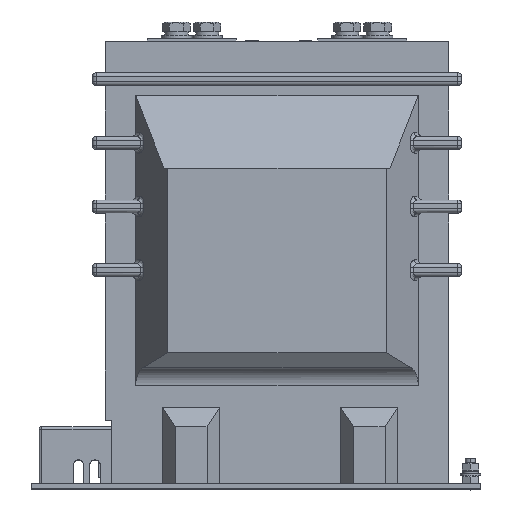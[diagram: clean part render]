
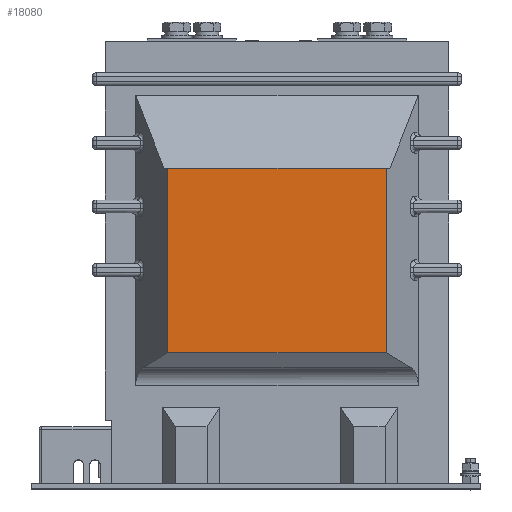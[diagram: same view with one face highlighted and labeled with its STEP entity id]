
A CAD part, top view. The second image highlights one B-rep face of the part: STEP entity #18080.
In plain terms, the highlighted planar face has unit normal (0, 0, 1).
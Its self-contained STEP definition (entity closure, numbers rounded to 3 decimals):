
#622 = CARTESIAN_POINT ( 'NONE',  ( 186.172, 248.019, 461.45 ) ) ;
#1144 = LINE ( 'NONE', #22329, #55741 ) ;
#5823 = ORIENTED_EDGE ( 'NONE', *, *, #65264, .F. ) ;
#7977 = VECTOR ( 'NONE', #54533, 1000. ) ;
#11159 = DIRECTION ( 'NONE',  ( 0., 1., 0. ) ) ;
#11780 = VECTOR ( 'NONE', #39538, 1000. ) ;
#12169 = LINE ( 'NONE', #33384, #7977 ) ;
#18080 = ADVANCED_FACE ( 'NONE', ( #34784 ), #55939, .T. ) ;
#18297 = CARTESIAN_POINT ( 'NONE',  ( -10.828, 248.019, 461.45 ) ) ;
#19476 = DIRECTION ( 'NONE',  ( 1., 0., 0. ) ) ;
#22329 = CARTESIAN_POINT ( 'NONE',  ( 260.172, 103.019, 461.45 ) ) ;
#23128 = ORIENTED_EDGE ( 'NONE', *, *, #51841, .T. ) ;
#23148 = VERTEX_POINT ( 'NONE', #68385 ) ;
#25221 = VERTEX_POINT ( 'NONE', #622 ) ;
#30059 = EDGE_LOOP ( 'NONE', ( #23128, #5823, #35236, #41121 ) ) ;
#31794 = EDGE_CURVE ( 'NONE', #23148, #37473, #1144, .T. ) ;
#33293 = AXIS2_PLACEMENT_3D ( 'NONE', #45898, #67136, #19476 ) ;
#33384 = CARTESIAN_POINT ( 'NONE',  ( 186.172, 68.019, 461.45 ) ) ;
#34784 = FACE_OUTER_BOUND ( 'NONE', #30059, .T. ) ;
#35102 = VERTEX_POINT ( 'NONE', #42345 ) ;
#35236 = ORIENTED_EDGE ( 'NONE', *, *, #52809, .F. ) ;
#37473 = VERTEX_POINT ( 'NONE', #56525 ) ;
#37624 = LINE ( 'NONE', #58797, #51435 ) ;
#39538 = DIRECTION ( 'NONE',  ( 1., 0., 0. ) ) ;
#41121 = ORIENTED_EDGE ( 'NONE', *, *, #31794, .F. ) ;
#42345 = CARTESIAN_POINT ( 'NONE',  ( 14.172, 248.019, 461.45 ) ) ;
#43568 = DIRECTION ( 'NONE',  ( -1., 0., 0. ) ) ;
#45898 = CARTESIAN_POINT ( 'NONE',  ( -10.828, 88.019, 461.45 ) ) ;
#51435 = VECTOR ( 'NONE', #11159, 1000. ) ;
#51841 = EDGE_CURVE ( 'NONE', #23148, #25221, #12169, .T. ) ;
#52809 = EDGE_CURVE ( 'NONE', #37473, #35102, #37624, .T. ) ;
#54533 = DIRECTION ( 'NONE',  ( 0., 1., 0. ) ) ;
#55741 = VECTOR ( 'NONE', #43568, 1000. ) ;
#55939 = PLANE ( 'NONE',  #33293 ) ;
#56525 = CARTESIAN_POINT ( 'NONE',  ( 14.172, 103.019, 461.45 ) ) ;
#58797 = CARTESIAN_POINT ( 'NONE',  ( 14.172, 68.019, 461.45 ) ) ;
#65264 = EDGE_CURVE ( 'NONE', #35102, #25221, #65958, .T. ) ;
#65958 = LINE ( 'NONE', #18297, #11780 ) ;
#67136 = DIRECTION ( 'NONE',  ( 0., 0., 1. ) ) ;
#68385 = CARTESIAN_POINT ( 'NONE',  ( 186.172, 103.019, 461.45 ) ) ;
